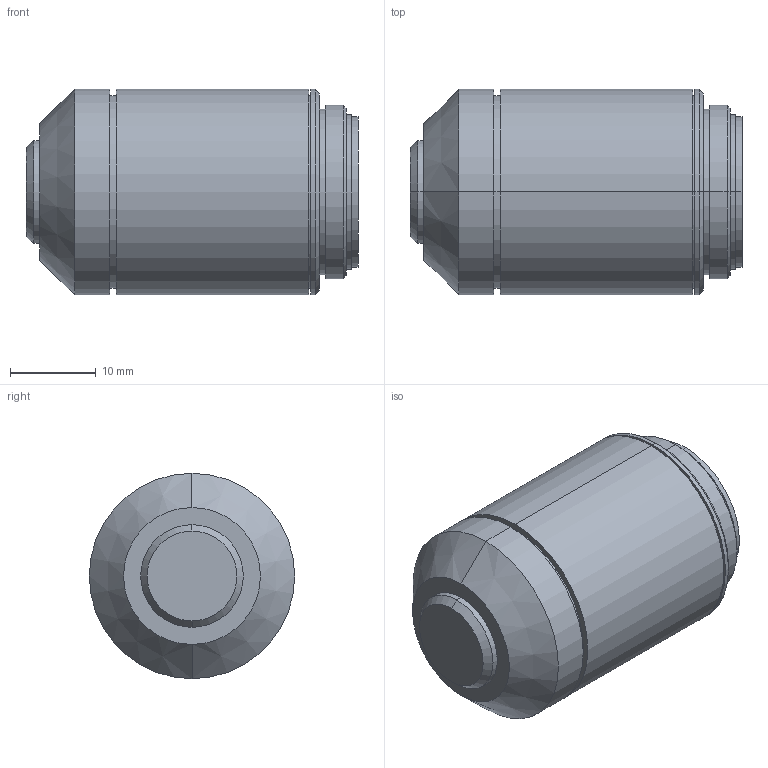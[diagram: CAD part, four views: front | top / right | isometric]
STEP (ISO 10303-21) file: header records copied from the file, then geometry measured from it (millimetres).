
FILE_DESCRIPTION (( 'STEP AP203' ), '1' );
FILE_NAME ('690063.step', '2025-04-14T08:43:46', ( 'MSI' ), ( '' ), 'SwSTEP 2.0', 'SolidWorks 2020', '' );
FILE_SCHEMA (( 'CONFIG_CONTROL_DESIGN' ));
Length unit declared in the file: millimetre
Products named in the file (1): 690063
Bounding box: 38.79 x 24 x 24 mm (x, y, z)
Volume: 15675.1 mm3; surface area: 3725.8 mm2
Topology: 1 solids, 1 shells, 39 faces, 76 edges, 48 vertices
Faces by surface type: cylinder 20, plane 11, cone 8
Entity records: 1091 total; most frequent: DIRECTION 204, CARTESIAN_POINT 164, ORIENTED_EDGE 152, AXIS2_PLACEMENT_3D 88, EDGE_CURVE 76, EDGE_LOOP 48, VERTEX_POINT 48, CIRCLE 48
